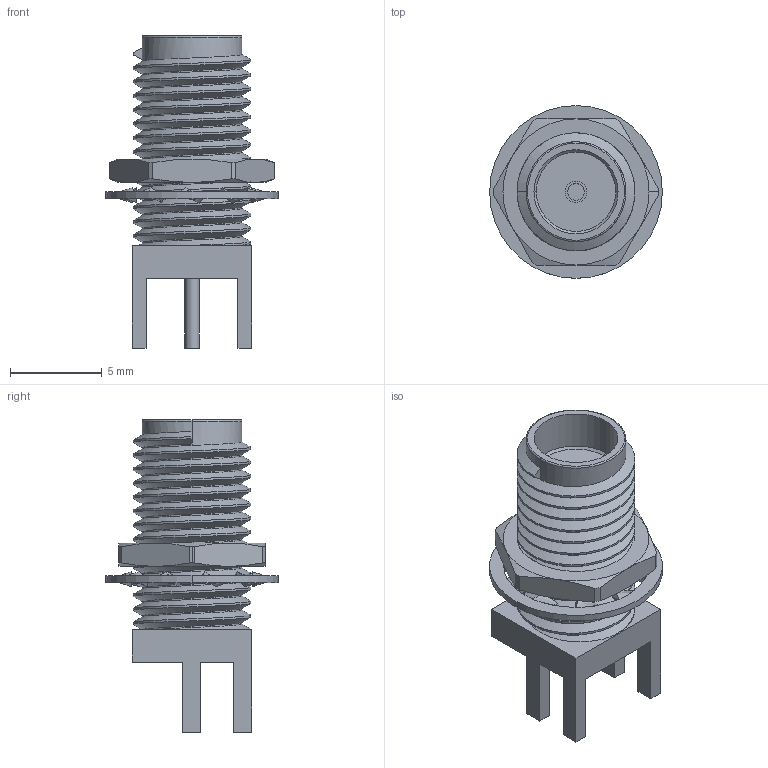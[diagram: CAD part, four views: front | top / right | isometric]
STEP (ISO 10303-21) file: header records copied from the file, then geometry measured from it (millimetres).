
FILE_DESCRIPTION (( 'STEP AP214' ), '1' );
FILE_NAME ('RFPCB-SMA-FS6G-41_3D.step', '2023-03-13T18:27:55', ( '' ), ( '' ), 'SwSTEP 2.0', 'SolidWorks 2022', '' );
FILE_SCHEMA (( 'AUTOMOTIVE_DESIGN' ));
Length unit declared in the file: inch
Products named in the file (1): RFPCB-SMA-FS6G-41_3D
Bounding box: 9.4 x 9.4 x 16.99 mm (x, y, z)
Volume: 405.1 mm3; surface area: 787.2 mm2
Topology: 3 solids, 3 shells, 182 faces, 532 edges, 362 vertices
Faces by surface type: cylinder 63, plane 49, bspline 46, cone 22, torus 2
Entity records: 10120 total; most frequent: CARTESIAN_POINT 5754, ORIENTED_EDGE 1064, DIRECTION 663, EDGE_CURVE 532, VERTEX_POINT 362, AXIS2_PLACEMENT_3D 251, B_SPLINE_CURVE_WITH_KNOTS 216, EDGE_LOOP 192
